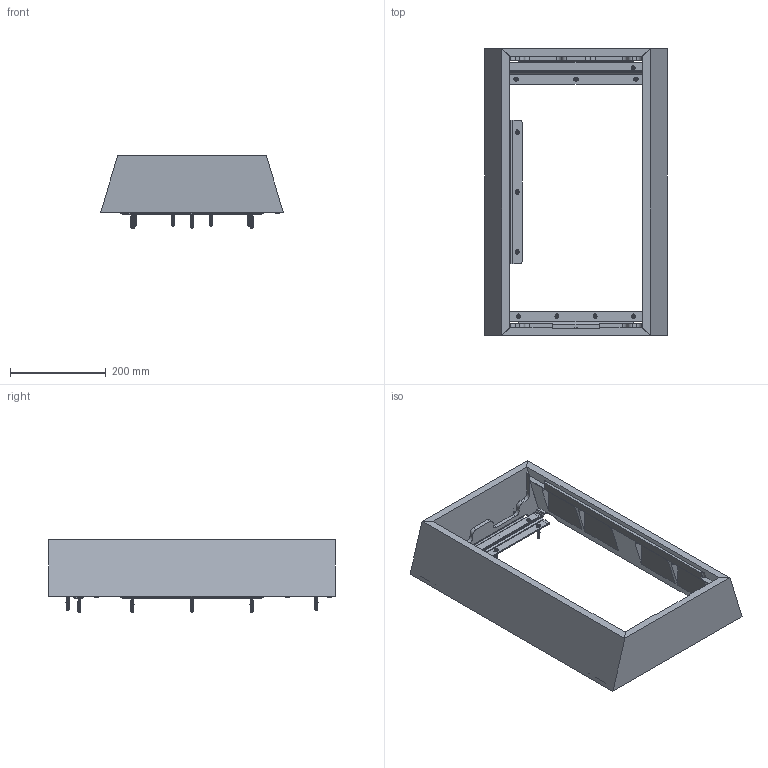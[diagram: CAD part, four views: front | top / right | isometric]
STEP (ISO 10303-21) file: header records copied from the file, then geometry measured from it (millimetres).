
FILE_DESCRIPTION (( 'STEP AP214' ), '1' );
FILE_NAME ('ON WALL FRAME IWSUB.STEP', '2024-11-13T15:48:19', ( '' ), ( '' ), 'SwSTEP 2.0', 'SolidWorks 2022', '' );
FILE_SCHEMA (( 'AUTOMOTIVE_DESIGN' ));
Length unit declared in the file: millimetre
Products named in the file (1): ON WALL FRAME IWSUB
Bounding box: 382 x 600 x 151.4 mm (x, y, z)
Volume: 4129880.7 mm3; surface area: 904245.5 mm2
Topology: 55 solids, 55 shells, 3414 faces, 9269 edges, 6079 vertices
Faces by surface type: plane 1906, cylinder 1057, cone 273, bspline 108, sphere 62, torus 8
Entity records: 187016 total; most frequent: CARTESIAN_POINT 66191, ORIENTED_EDGE 18366, DIRECTION 16101, EDGE_CURVE 9183, VERTEX_POINT 6079, AXIS2_PLACEMENT_3D 5425, VECTOR 5251, LINE 5251
